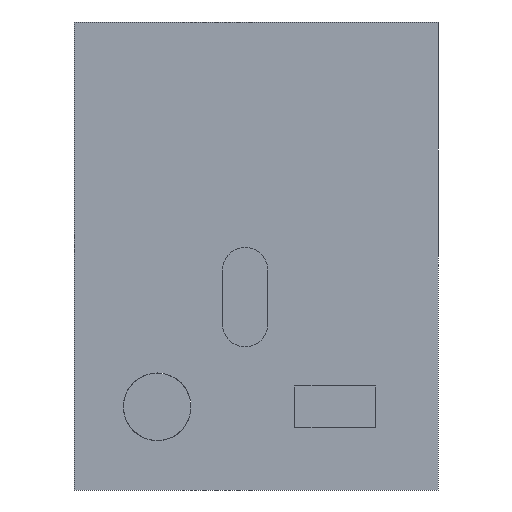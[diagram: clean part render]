
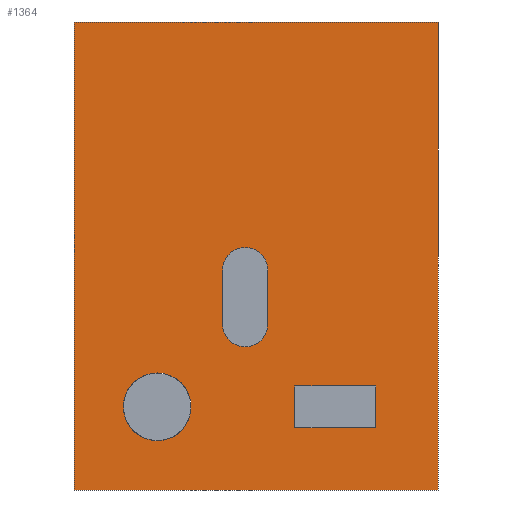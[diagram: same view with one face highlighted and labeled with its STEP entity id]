
A CAD part, front view. The second image highlights one B-rep face of the part: STEP entity #1364.
In plain terms, the highlighted planar face has unit normal (0, -1, 0).
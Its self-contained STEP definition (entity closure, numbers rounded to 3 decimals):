
#6 = EDGE_CURVE ( 'NONE', #1150, #300, #748, .T. ) ;
#8 = CARTESIAN_POINT ( 'NONE',  ( 7.471, 0., 0. ) ) ;
#27 = CARTESIAN_POINT ( 'NONE',  ( -19., 0., -29. ) ) ;
#34 = DIRECTION ( 'NONE',  ( 0., 0., 1. ) ) ;
#39 = DIRECTION ( 'NONE',  ( 1., 0., 0. ) ) ;
#40 = LINE ( 'NONE', #788, #1092 ) ;
#43 = VECTOR ( 'NONE', #921, 1000. ) ;
#59 = EDGE_CURVE ( 'NONE', #83, #1705, #1573, .T. ) ;
#67 = DIRECTION ( 'NONE',  ( 0., 1., 0. ) ) ;
#83 = VERTEX_POINT ( 'NONE', #1357 ) ;
#122 = EDGE_CURVE ( 'NONE', #1485, #1072, #40, .T. ) ;
#151 = VERTEX_POINT ( 'NONE', #159 ) ;
#159 = CARTESIAN_POINT ( 'NONE',  ( -35., 0., -45. ) ) ;
#188 = AXIS2_PLACEMENT_3D ( 'NONE', #1701, #1689, #958 ) ;
#190 = LINE ( 'NONE', #1806, #1769 ) ;
#221 = AXIS2_PLACEMENT_3D ( 'NONE', #1189, #451, #766 ) ;
#224 = VECTOR ( 'NONE', #772, 1000. ) ;
#230 = DIRECTION ( 'NONE',  ( 0., 0., -1. ) ) ;
#232 = EDGE_CURVE ( 'NONE', #1433, #933, #1662, .T. ) ;
#236 = CARTESIAN_POINT ( 'NONE',  ( 0., 0., -33. ) ) ;
#300 = VERTEX_POINT ( 'NONE', #798 ) ;
#314 = CARTESIAN_POINT ( 'NONE',  ( 2.266, 0., 0. ) ) ;
#324 = VERTEX_POINT ( 'NONE', #1085 ) ;
#326 = LINE ( 'NONE', #314, #1538 ) ;
#327 = LINE ( 'NONE', #1494, #667 ) ;
#339 = CARTESIAN_POINT ( 'NONE',  ( 23., 0., 0. ) ) ;
#355 = CARTESIAN_POINT ( 'NONE',  ( 23., 0., -33. ) ) ;
#363 = VERTEX_POINT ( 'NONE', #1672 ) ;
#451 = DIRECTION ( 'NONE',  ( 0., 1., 0. ) ) ;
#477 = VECTOR ( 'NONE', #702, 1000. ) ;
#513 = ORIENTED_EDGE ( 'NONE', *, *, #1229, .F. ) ;
#516 = AXIS2_PLACEMENT_3D ( 'NONE', #27, #1661, #743 ) ;
#525 = CARTESIAN_POINT ( 'NONE',  ( 0., 0., 0. ) ) ;
#545 = EDGE_CURVE ( 'NONE', #1668, #324, #814, .T. ) ;
#571 = ORIENTED_EDGE ( 'NONE', *, *, #1481, .T. ) ;
#594 = DIRECTION ( 'NONE',  ( 0., 0., -1. ) ) ;
#595 = DIRECTION ( 'NONE',  ( 0., 1., 0. ) ) ;
#650 = CARTESIAN_POINT ( 'NONE',  ( 2.266, 0., -13.114 ) ) ;
#659 = CARTESIAN_POINT ( 'NONE',  ( 23., 0., -25. ) ) ;
#667 = VECTOR ( 'NONE', #39, 1000. ) ;
#702 = DIRECTION ( 'NONE',  ( 0., 0., 1. ) ) ;
#743 = DIRECTION ( 'NONE',  ( 0., 0., 1. ) ) ;
#748 = CIRCLE ( 'NONE', #908, 6.5 ) ;
#766 = DIRECTION ( 'NONE',  ( 0., 0., 1. ) ) ;
#772 = DIRECTION ( 'NONE',  ( 1., 0., 0. ) ) ;
#775 = DIRECTION ( 'NONE',  ( 1., 0., 0. ) ) ;
#788 = CARTESIAN_POINT ( 'NONE',  ( 35., 0., 0. ) ) ;
#795 = EDGE_CURVE ( 'NONE', #1417, #324, #326, .T. ) ;
#798 = CARTESIAN_POINT ( 'NONE',  ( -19., 0., -22.5 ) ) ;
#800 = CARTESIAN_POINT ( 'NONE',  ( -6.435, 0., -2.705 ) ) ;
#814 = CIRCLE ( 'NONE', #1212, 4.35 ) ;
#823 = FACE_BOUND ( 'NONE', #1784, .T. ) ;
#847 = LINE ( 'NONE', #236, #43 ) ;
#849 = ORIENTED_EDGE ( 'NONE', *, *, #232, .T. ) ;
#908 = AXIS2_PLACEMENT_3D ( 'NONE', #1017, #595, #1429 ) ;
#920 = CARTESIAN_POINT ( 'NONE',  ( -2.084, 0., -2.705 ) ) ;
#921 = DIRECTION ( 'NONE',  ( 1., 0., 0. ) ) ;
#925 = DIRECTION ( 'NONE',  ( 0., 0., 1. ) ) ;
#930 = ORIENTED_EDGE ( 'NONE', *, *, #6, .T. ) ;
#933 = VERTEX_POINT ( 'NONE', #355 ) ;
#941 = LINE ( 'NONE', #1071, #224 ) ;
#956 = EDGE_LOOP ( 'NONE', ( #513, #1086, #984, #1411 ) ) ;
#958 = DIRECTION ( 'NONE',  ( 0., 0., 1. ) ) ;
#984 = ORIENTED_EDGE ( 'NONE', *, *, #1272, .T. ) ;
#999 = ORIENTED_EDGE ( 'NONE', *, *, #59, .T. ) ;
#1007 = VECTOR ( 'NONE', #775, 1000. ) ;
#1017 = CARTESIAN_POINT ( 'NONE',  ( -19., 0., -29. ) ) ;
#1020 = VERTEX_POINT ( 'NONE', #1820 ) ;
#1031 = DIRECTION ( 'NONE',  ( 0., 0., -1. ) ) ;
#1051 = LINE ( 'NONE', #8, #1836 ) ;
#1057 = DIRECTION ( 'NONE',  ( 0., 1., 0. ) ) ;
#1071 = CARTESIAN_POINT ( 'NONE',  ( 0., 0., -25. ) ) ;
#1072 = VERTEX_POINT ( 'NONE', #1693 ) ;
#1085 = CARTESIAN_POINT ( 'NONE',  ( 2.266, 0., -2.705 ) ) ;
#1086 = ORIENTED_EDGE ( 'NONE', *, *, #1284, .T. ) ;
#1092 = VECTOR ( 'NONE', #1031, 1000. ) ;
#1150 = VERTEX_POINT ( 'NONE', #1208 ) ;
#1158 = AXIS2_PLACEMENT_3D ( 'NONE', #525, #67, #1551 ) ;
#1179 = EDGE_CURVE ( 'NONE', #300, #1150, #1424, .T. ) ;
#1189 = CARTESIAN_POINT ( 'NONE',  ( -2.084, 0., -13.114 ) ) ;
#1205 = EDGE_CURVE ( 'NONE', #1020, #1388, #1051, .T. ) ;
#1208 = CARTESIAN_POINT ( 'NONE',  ( -19., 0., -35.5 ) ) ;
#1212 = AXIS2_PLACEMENT_3D ( 'NONE', #920, #1057, #34 ) ;
#1229 = EDGE_CURVE ( 'NONE', #363, #1485, #1502, .T. ) ;
#1239 = CIRCLE ( 'NONE', #188, 4.35 ) ;
#1240 = FACE_OUTER_BOUND ( 'NONE', #956, .T. ) ;
#1264 = CARTESIAN_POINT ( 'NONE',  ( -6.435, 0., -13.114 ) ) ;
#1272 = EDGE_CURVE ( 'NONE', #151, #1072, #327, .T. ) ;
#1281 = LINE ( 'NONE', #1425, #477 ) ;
#1284 = EDGE_CURVE ( 'NONE', #363, #151, #190, .T. ) ;
#1291 = CARTESIAN_POINT ( 'NONE',  ( 35., 0., 45. ) ) ;
#1347 = DIRECTION ( 'NONE',  ( 0., 0., -1. ) ) ;
#1357 = CARTESIAN_POINT ( 'NONE',  ( -2.084, 0., -17.465 ) ) ;
#1364 = ADVANCED_FACE ( 'NONE', ( #1842, #1368, #823, #1240 ), #1703, .F. ) ;
#1368 = FACE_BOUND ( 'NONE', #1607, .T. ) ;
#1388 = VERTEX_POINT ( 'NONE', #1816 ) ;
#1411 = ORIENTED_EDGE ( 'NONE', *, *, #122, .F. ) ;
#1417 = VERTEX_POINT ( 'NONE', #650 ) ;
#1424 = CIRCLE ( 'NONE', #516, 6.5 ) ;
#1425 = CARTESIAN_POINT ( 'NONE',  ( -6.435, 0., 0. ) ) ;
#1429 = DIRECTION ( 'NONE',  ( 0., 0., 1. ) ) ;
#1433 = VERTEX_POINT ( 'NONE', #659 ) ;
#1437 = ORIENTED_EDGE ( 'NONE', *, *, #1586, .T. ) ;
#1441 = ORIENTED_EDGE ( 'NONE', *, *, #1179, .T. ) ;
#1467 = VECTOR ( 'NONE', #230, 1000. ) ;
#1481 = EDGE_CURVE ( 'NONE', #1705, #1668, #1281, .T. ) ;
#1485 = VERTEX_POINT ( 'NONE', #1291 ) ;
#1487 = ORIENTED_EDGE ( 'NONE', *, *, #1558, .F. ) ;
#1494 = CARTESIAN_POINT ( 'NONE',  ( 0., 0., -45. ) ) ;
#1502 = LINE ( 'NONE', #1630, #1007 ) ;
#1538 = VECTOR ( 'NONE', #925, 1000. ) ;
#1540 = ORIENTED_EDGE ( 'NONE', *, *, #545, .T. ) ;
#1544 = ORIENTED_EDGE ( 'NONE', *, *, #1205, .F. ) ;
#1551 = DIRECTION ( 'NONE',  ( 0., 0., 1. ) ) ;
#1558 = EDGE_CURVE ( 'NONE', #1388, #933, #847, .T. ) ;
#1573 = CIRCLE ( 'NONE', #221, 4.35 ) ;
#1586 = EDGE_CURVE ( 'NONE', #1020, #1433, #941, .T. ) ;
#1607 = EDGE_LOOP ( 'NONE', ( #930, #1441 ) ) ;
#1630 = CARTESIAN_POINT ( 'NONE',  ( 0., 0., 45. ) ) ;
#1661 = DIRECTION ( 'NONE',  ( 0., 1., 0. ) ) ;
#1662 = LINE ( 'NONE', #339, #1467 ) ;
#1668 = VERTEX_POINT ( 'NONE', #800 ) ;
#1672 = CARTESIAN_POINT ( 'NONE',  ( -35., 0., 45. ) ) ;
#1689 = DIRECTION ( 'NONE',  ( 0., 1., 0. ) ) ;
#1693 = CARTESIAN_POINT ( 'NONE',  ( 35., 0., -45. ) ) ;
#1701 = CARTESIAN_POINT ( 'NONE',  ( -2.084, 0., -13.114 ) ) ;
#1703 = PLANE ( 'NONE',  #1158 ) ;
#1705 = VERTEX_POINT ( 'NONE', #1264 ) ;
#1749 = EDGE_CURVE ( 'NONE', #1417, #83, #1239, .T. ) ;
#1769 = VECTOR ( 'NONE', #594, 1000. ) ;
#1784 = EDGE_LOOP ( 'NONE', ( #849, #1487, #1544, #1437 ) ) ;
#1806 = CARTESIAN_POINT ( 'NONE',  ( -35., 0., 0. ) ) ;
#1816 = CARTESIAN_POINT ( 'NONE',  ( 7.471, 0., -33. ) ) ;
#1820 = CARTESIAN_POINT ( 'NONE',  ( 7.471, 0., -25. ) ) ;
#1834 = ORIENTED_EDGE ( 'NONE', *, *, #795, .F. ) ;
#1836 = VECTOR ( 'NONE', #1347, 1000. ) ;
#1841 = EDGE_LOOP ( 'NONE', ( #1540, #1834, #1893, #999, #571 ) ) ;
#1842 = FACE_BOUND ( 'NONE', #1841, .T. ) ;
#1893 = ORIENTED_EDGE ( 'NONE', *, *, #1749, .T. ) ;
